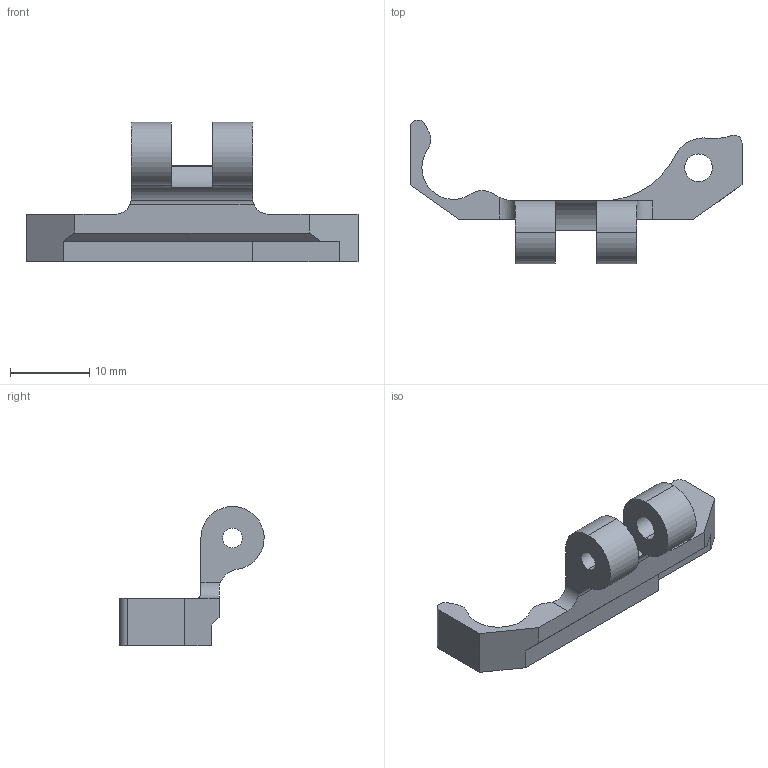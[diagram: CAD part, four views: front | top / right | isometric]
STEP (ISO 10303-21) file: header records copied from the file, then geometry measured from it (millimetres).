
FILE_DESCRIPTION (( 'STEP AP214' ), '1' );
FILE_NAME ('Light Brecket.STEP', '2020-09-18T01:11:11', ( 'Valera' ), ( '' ), 'SwSTEP 2.0', 'SolidWorks 2020', '' );
FILE_SCHEMA (( 'AUTOMOTIVE_DESIGN' ));
Length unit declared in the file: millimetre
Products named in the file (1): Light Brecket
Bounding box: 42 x 18.23 x 17.6 mm (x, y, z)
Volume: 1514.9 mm3; surface area: 1710.7 mm2
Topology: 1 solids, 1 shells, 46 faces, 132 edges, 88 vertices
Faces by surface type: cylinder 25, plane 21
Entity records: 1589 total; most frequent: CARTESIAN_POINT 294, DIRECTION 271, ORIENTED_EDGE 264, EDGE_CURVE 132, AXIS2_PLACEMENT_3D 97, VERTEX_POINT 88, VECTOR 77, LINE 77
